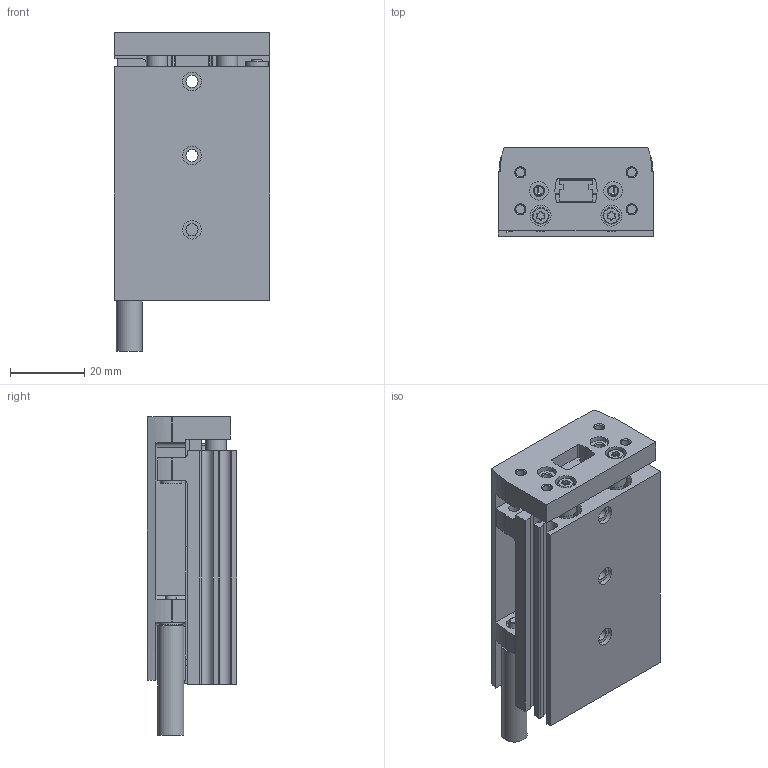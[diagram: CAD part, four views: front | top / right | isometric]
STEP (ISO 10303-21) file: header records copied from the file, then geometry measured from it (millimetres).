
FILE_DESCRIPTION(/* description */ ('STEP AP214'),/* implementation_level */ '2;1');
FILE_NAME(/* name */ '8085112_DGST-8-30-PA',/* time_stamp */ '2024-08-14T08:35:52+02:00',/* author */ ('License CC BY-ND 4.0'),/* organization */ ('CADENAS'),/* preprocessor_version */ 'ST-DEVELOPER v19.3',/* originating_system */ 'PARTsolutions',/* authorisation */ ' ');
FILE_SCHEMA (('AUTOMOTIVE_DESIGN {1 0 10303 214 3 1 1}'));
Length unit declared in the file: millimetre
Products named in the file (5): 8085112 DGST-8-30-PA---(0-high); 8073892 DGST-8-30---P---(mechanical-high)h; 8073892 DGST-8-30---(mechanical-high)s; 8074424 DYEF-G8-M5x0.5; 699437 DGSL-6-P
Assembly tree (6 placements, depth 2):
  8085112 DGST-8-30-PA---(0-high)
    8073892 DGST-8-30---P---(mechanical-high)h
    8073892 DGST-8-30---(mechanical-high)s
    8074424 DYEF-G8-M5x0.5  x2
    699437 DGSL-6-P  x2
Bounding box: 42 x 24 x 85.8 mm (x, y, z)
Volume: 55632.3 mm3; surface area: 30563.8 mm2
Topology: 6 solids, 6 shells, 509 faces, 1187 edges, 761 vertices
Faces by surface type: plane 224, cylinder 221, cone 50, torus 14
Full cylindrical faces by diameter (mm): 1.5 x2, 2.459 x12, 3 x1, 3.242 x3, 3.7 x1, 4 x4, 4.134 x2, 4.459 x4, 4.5 x2, 5 x9, 5.1 x2, 5.5 x4, 5.6 x4, 5.8 x2, 6 x15, 7 x2, 8 x6
Entity records: 14523 total; most frequent: DIRECTION 2399, CARTESIAN_POINT 2215, ORIENTED_EDGE 1966, EDGE_CURVE 983, AXIS2_PLACEMENT_3D 959, VERTEX_POINT 709, FACE_BOUND 668, EDGE_LOOP 667
